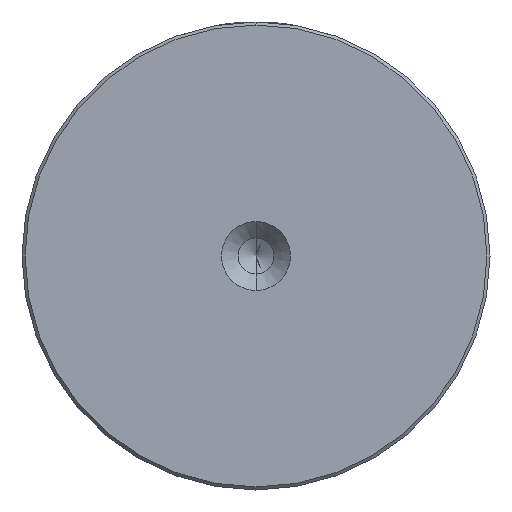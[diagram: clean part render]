
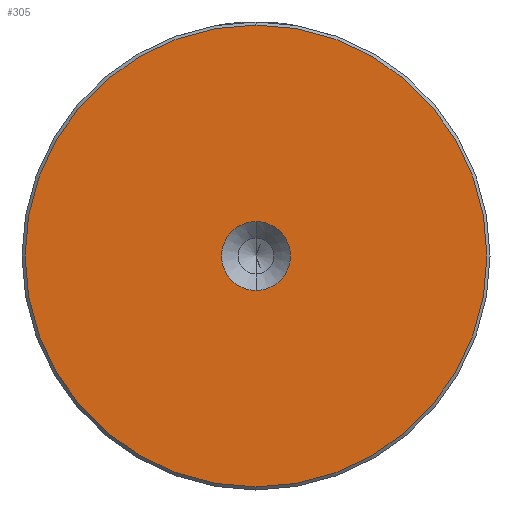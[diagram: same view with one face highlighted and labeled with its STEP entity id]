
A CAD part, left-side view. The second image highlights one B-rep face of the part: STEP entity #305.
In plain terms, the highlighted planar face has unit normal (-1, 0, 0).
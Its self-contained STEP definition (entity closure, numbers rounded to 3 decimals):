
#11 = VERTEX_POINT ( 'NONE', #26 ) ;
#26 = CARTESIAN_POINT ( 'NONE',  ( 0., 0., 37.5 ) ) ;
#305 = ADVANCED_FACE ( 'NONE', ( #2000, #1483 ), #2268, .T. ) ;
#310 = AXIS2_PLACEMENT_3D ( 'NONE', #1773, #624, #1981 ) ;
#399 = EDGE_LOOP ( 'NONE', ( #888, #1859 ) ) ;
#404 = DIRECTION ( 'NONE',  ( -1., 0., 0. ) ) ;
#559 = CARTESIAN_POINT ( 'NONE',  ( 0., 0., -5.6 ) ) ;
#576 = VERTEX_POINT ( 'NONE', #1190 ) ;
#604 = CIRCLE ( 'NONE', #1596, 37.5 ) ;
#624 = DIRECTION ( 'NONE',  ( -1., 0., 0. ) ) ;
#673 = DIRECTION ( 'NONE',  ( -1., 0., 0. ) ) ;
#888 = ORIENTED_EDGE ( 'NONE', *, *, #2141, .F. ) ;
#924 = CARTESIAN_POINT ( 'NONE',  ( 0., 0., 0. ) ) ;
#965 = VERTEX_POINT ( 'NONE', #559 ) ;
#1084 = EDGE_CURVE ( 'NONE', #965, #2479, #2066, .T. ) ;
#1112 = EDGE_CURVE ( 'NONE', #576, #11, #1997, .T. ) ;
#1114 = DIRECTION ( 'NONE',  ( 0., 0., 1. ) ) ;
#1172 = EDGE_LOOP ( 'NONE', ( #1885, #1480 ) ) ;
#1190 = CARTESIAN_POINT ( 'NONE',  ( 0., 0., -37.5 ) ) ;
#1320 = EDGE_CURVE ( 'NONE', #11, #576, #604, .T. ) ;
#1323 = AXIS2_PLACEMENT_3D ( 'NONE', #2261, #2254, #2091 ) ;
#1380 = CARTESIAN_POINT ( 'NONE',  ( 0., 0., 5.6 ) ) ;
#1480 = ORIENTED_EDGE ( 'NONE', *, *, #1320, .T. ) ;
#1483 = FACE_BOUND ( 'NONE', #399, .T. ) ;
#1563 = CARTESIAN_POINT ( 'NONE',  ( 0., 0., 0. ) ) ;
#1564 = AXIS2_PLACEMENT_3D ( 'NONE', #1563, #404, #1763 ) ;
#1596 = AXIS2_PLACEMENT_3D ( 'NONE', #1828, #673, #2024 ) ;
#1694 = CIRCLE ( 'NONE', #2223, 5.6 ) ;
#1763 = DIRECTION ( 'NONE',  ( 0., 0., 1. ) ) ;
#1773 = CARTESIAN_POINT ( 'NONE',  ( 0., 0., 0. ) ) ;
#1828 = CARTESIAN_POINT ( 'NONE',  ( 0., 0., 0. ) ) ;
#1859 = ORIENTED_EDGE ( 'NONE', *, *, #1084, .F. ) ;
#1885 = ORIENTED_EDGE ( 'NONE', *, *, #1112, .T. ) ;
#1981 = DIRECTION ( 'NONE',  ( 0., 0., 1. ) ) ;
#1997 = CIRCLE ( 'NONE', #310, 37.5 ) ;
#2000 = FACE_OUTER_BOUND ( 'NONE', #1172, .T. ) ;
#2024 = DIRECTION ( 'NONE',  ( 0., 0., 1. ) ) ;
#2066 = CIRCLE ( 'NONE', #1564, 5.6 ) ;
#2091 = DIRECTION ( 'NONE',  ( 0., 0., 1. ) ) ;
#2141 = EDGE_CURVE ( 'NONE', #2479, #965, #1694, .T. ) ;
#2223 = AXIS2_PLACEMENT_3D ( 'NONE', #924, #2269, #1114 ) ;
#2254 = DIRECTION ( 'NONE',  ( -1., 0., 0. ) ) ;
#2261 = CARTESIAN_POINT ( 'NONE',  ( 0., 0., 0. ) ) ;
#2268 = PLANE ( 'NONE',  #1323 ) ;
#2269 = DIRECTION ( 'NONE',  ( -1., 0., 0. ) ) ;
#2479 = VERTEX_POINT ( 'NONE', #1380 ) ;
